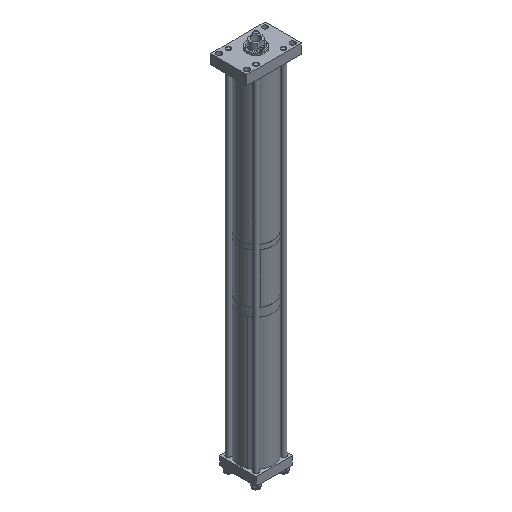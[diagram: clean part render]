
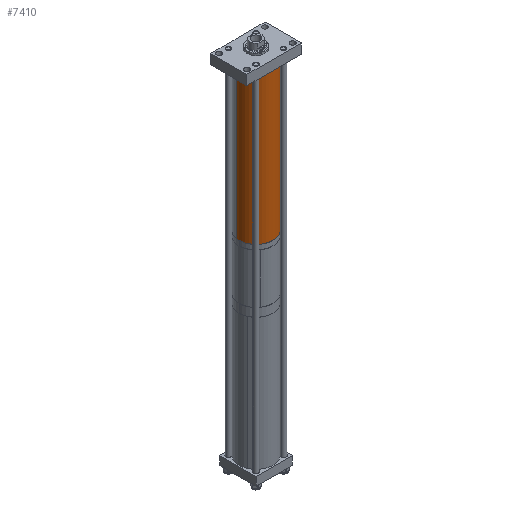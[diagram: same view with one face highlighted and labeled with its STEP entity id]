
A CAD part, isometric view. The second image highlights one B-rep face of the part: STEP entity #7410.
In plain terms, the highlighted cylindrical face has radius 88.9 mm (diameter 177.8 mm), a partial arc.
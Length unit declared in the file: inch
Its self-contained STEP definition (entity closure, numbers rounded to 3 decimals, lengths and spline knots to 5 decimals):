
#163 = EDGE_CURVE ( 'NONE', #6362, #7387, #8677, .T. ) ;
#1425 = CIRCLE ( 'NONE', #7632, 3.5 ) ;
#1668 = CARTESIAN_POINT ( 'NONE',  ( 3.5, 0., 30.61 ) ) ;
#1680 = CARTESIAN_POINT ( 'NONE',  ( 0., 0., 0. ) ) ;
#1919 = AXIS2_PLACEMENT_3D ( 'NONE', #9284, #6907, #9318 ) ;
#2073 = CIRCLE ( 'NONE', #1919, 3.5 ) ;
#2082 = FACE_OUTER_BOUND ( 'NONE', #6500, .T. ) ;
#2312 = CARTESIAN_POINT ( 'NONE',  ( -3.5, 0., 30.61 ) ) ;
#2857 = LINE ( 'NONE', #3534, #6897 ) ;
#3240 = CARTESIAN_POINT ( 'NONE',  ( 3.5, 0., 30.61 ) ) ;
#3534 = CARTESIAN_POINT ( 'NONE',  ( -3.5, 0., 30.61 ) ) ;
#3754 = VERTEX_POINT ( 'NONE', #9821 ) ;
#4496 = ORIENTED_EDGE ( 'NONE', *, *, #5972, .F. ) ;
#4622 = ORIENTED_EDGE ( 'NONE', *, *, #163, .T. ) ;
#4841 = ORIENTED_EDGE ( 'NONE', *, *, #6323, .T. ) ;
#4890 = DIRECTION ( 'NONE',  ( -1., 0., 0. ) ) ;
#4971 = DIRECTION ( 'NONE',  ( 0., 0., 1. ) ) ;
#5972 = EDGE_CURVE ( 'NONE', #8264, #3754, #2857, .T. ) ;
#6323 = EDGE_CURVE ( 'NONE', #7387, #3754, #1425, .T. ) ;
#6362 = VERTEX_POINT ( 'NONE', #3240 ) ;
#6442 = CARTESIAN_POINT ( 'NONE',  ( 3.5, 0., 0. ) ) ;
#6500 = EDGE_LOOP ( 'NONE', ( #6779, #4622, #4841, #4496 ) ) ;
#6626 = DIRECTION ( 'NONE',  ( 0., 0., -1. ) ) ;
#6779 = ORIENTED_EDGE ( 'NONE', *, *, #7582, .F. ) ;
#6897 = VECTOR ( 'NONE', #6626, 39.37008 ) ;
#6907 = DIRECTION ( 'NONE',  ( 0., 0., 1. ) ) ;
#7318 = DIRECTION ( 'NONE',  ( 0., 0., -1. ) ) ;
#7387 = VERTEX_POINT ( 'NONE', #6442 ) ;
#7410 = ADVANCED_FACE ( 'NONE', ( #2082 ), #7511, .T. ) ;
#7511 = CYLINDRICAL_SURFACE ( 'NONE', #8100, 3.5 ) ;
#7582 = EDGE_CURVE ( 'NONE', #6362, #8264, #2073, .T. ) ;
#7632 = AXIS2_PLACEMENT_3D ( 'NONE', #1680, #4971, #8113 ) ;
#8100 = AXIS2_PLACEMENT_3D ( 'NONE', #8108, #9694, #4890 ) ;
#8108 = CARTESIAN_POINT ( 'NONE',  ( 0., 0., 30.61 ) ) ;
#8113 = DIRECTION ( 'NONE',  ( 1., 0., 0. ) ) ;
#8264 = VERTEX_POINT ( 'NONE', #2312 ) ;
#8677 = LINE ( 'NONE', #1668, #9398 ) ;
#9284 = CARTESIAN_POINT ( 'NONE',  ( 0., 0., 30.61 ) ) ;
#9318 = DIRECTION ( 'NONE',  ( 1., 0., 0. ) ) ;
#9398 = VECTOR ( 'NONE', #7318, 39.37008 ) ;
#9694 = DIRECTION ( 'NONE',  ( 0., 0., -1. ) ) ;
#9821 = CARTESIAN_POINT ( 'NONE',  ( -3.5, 0., 0. ) ) ;
